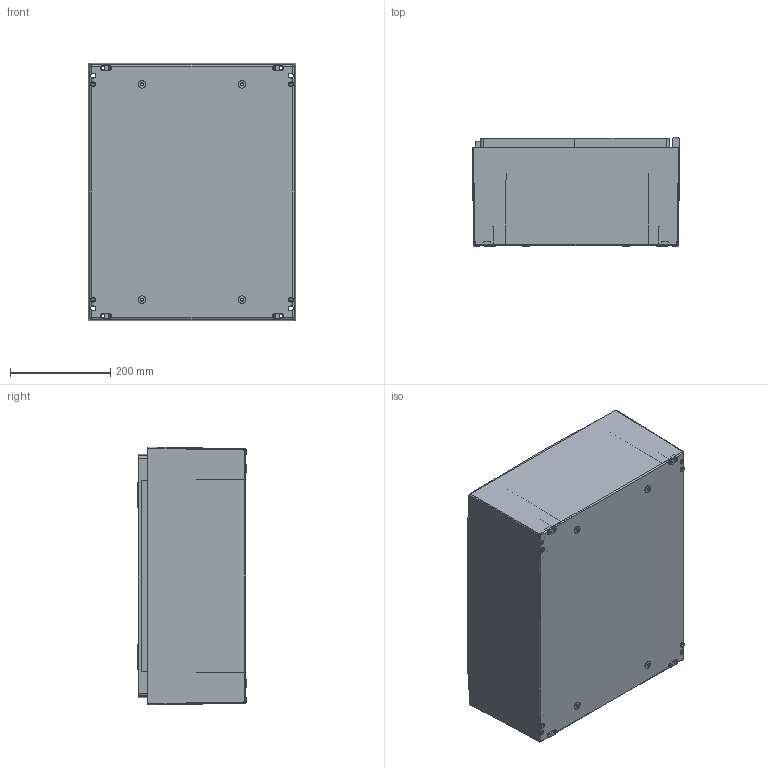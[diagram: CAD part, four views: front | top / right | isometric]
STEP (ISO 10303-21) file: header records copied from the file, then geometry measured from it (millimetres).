
FILE_DESCRIPTION (( 'STEP AP214' ), '1' );
FILE_NAME ('Fibox_CAB_P_54B.STEP', '2016-07-22T05:42:37', ( '' ), ( '' ), 'SwSTEP 2.0', 'SolidWorks 2015', '' );
FILE_SCHEMA (( 'AUTOMOTIVE_DESIGN' ));
Length unit declared in the file: millimetre
Products named in the file (1): Fibox_CAB_P_54B
Bounding box: 415 x 218 x 515 mm (x, y, z)
Volume: 2017695.9 mm3; surface area: 1441492.5 mm2
Topology: 1 solids, 1 shells, 318 faces, 826 edges, 534 vertices
Faces by surface type: cylinder 152, plane 150, bspline 12, sphere 4
Entity records: 10218 total; most frequent: CARTESIAN_POINT 2285, DIRECTION 1694, ORIENTED_EDGE 1644, EDGE_CURVE 822, AXIS2_PLACEMENT_3D 623, VERTEX_POINT 534, LINE 448, VECTOR 448
